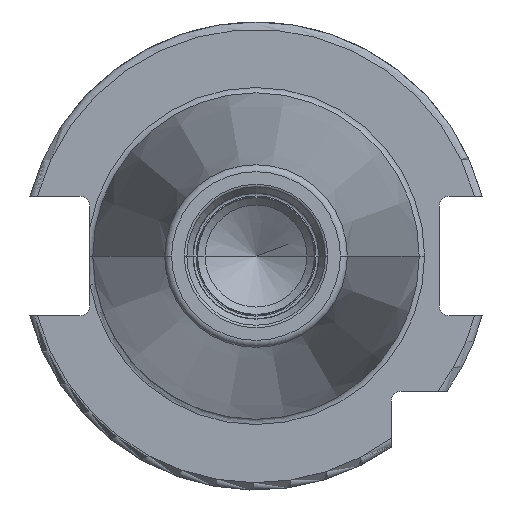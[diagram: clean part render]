
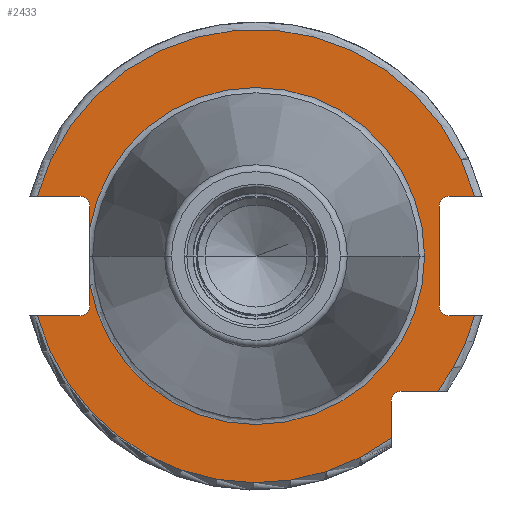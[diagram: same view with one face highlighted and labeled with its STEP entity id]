
A CAD part, left-side view. The second image highlights one B-rep face of the part: STEP entity #2433.
In plain terms, the highlighted planar face has unit normal (-1, 0, 0).
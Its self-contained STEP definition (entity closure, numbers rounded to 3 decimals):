
#105=CARTESIAN_POINT('',(3.2,22.55,-3.842));
#117=CARTESIAN_POINT('',(3.2,0.,0.));
#118=DIRECTION('',(-1.,0.,0.));
#119=DIRECTION('',(0.,0.986,-0.168));
#120=AXIS2_PLACEMENT_3D('',#117,#118,#119);
#456=CARTESIAN_POINT('',(3.2,23.9,-6.75));
#457=DIRECTION('',(1.,0.,0.));
#458=DIRECTION('',(0.,-1.,0.));
#459=AXIS2_PLACEMENT_3D('',#456,#457,#458);
#465=DIRECTION('',(0.,0.,-1.));
#466=VECTOR('',#465,2.908);
#467=CARTESIAN_POINT('',(3.2,22.55,6.75));
#468=LINE('',#467,#466);
#469=DIRECTION('',(0.,-1.,0.));
#470=VECTOR('',#469,5.777);
#471=CARTESIAN_POINT('',(3.2,29.677,8.1));
#472=LINE('',#471,#470);
#473=CARTESIAN_POINT('',(3.2,0.,0.));
#474=DIRECTION('',(1.,0.,0.));
#475=DIRECTION('',(0.,0.965,0.263));
#476=AXIS2_PLACEMENT_3D('',#473,#474,#475);
#478=DIRECTION('',(0.,1.,0.));
#479=VECTOR('',#478,3.477);
#480=CARTESIAN_POINT('',(3.2,-29.677,8.1));
#481=LINE('',#480,#479);
#482=DIRECTION('',(0.,0.,1.));
#483=VECTOR('',#482,13.5);
#484=CARTESIAN_POINT('',(3.2,-24.85,-6.75));
#485=LINE('',#484,#483);
#486=DIRECTION('',(0.,1.,0.));
#487=VECTOR('',#486,3.477);
#488=CARTESIAN_POINT('',(3.2,-29.677,-8.1));
#489=LINE('',#488,#487);
#490=CARTESIAN_POINT('',(3.2,0.,0.));
#491=DIRECTION('',(-1.,0.,0.));
#492=DIRECTION('',(0.,-0.803,-0.597));
#493=AXIS2_PLACEMENT_3D('',#490,#491,#492);
#495=DIRECTION('',(0.,-1.,0.));
#496=VECTOR('',#495,4.99);
#497=CARTESIAN_POINT('',(3.2,-19.7,-18.35));
#498=LINE('',#497,#496);
#499=DIRECTION('',(0.,0.,1.));
#500=VECTOR('',#499,4.99);
#501=CARTESIAN_POINT('',(3.2,-18.35,-24.69));
#502=LINE('',#501,#500);
#503=CARTESIAN_POINT('',(3.2,0.,0.));
#504=DIRECTION('',(-1.,0.,0.));
#505=DIRECTION('',(0.,0.965,-0.263));
#506=AXIS2_PLACEMENT_3D('',#503,#504,#505);
#508=DIRECTION('',(0.,-1.,0.));
#509=VECTOR('',#508,5.777);
#510=CARTESIAN_POINT('',(3.2,29.677,-8.1));
#511=LINE('',#510,#509);
#512=DIRECTION('',(0.,0.,-1.));
#513=VECTOR('',#512,2.908);
#514=CARTESIAN_POINT('',(3.2,22.55,-3.842));
#515=LINE('',#514,#513);
#521=CARTESIAN_POINT('',(3.2,23.9,6.75));
#522=DIRECTION('',(1.,0.,0.));
#523=DIRECTION('',(0.,0.,1.));
#524=AXIS2_PLACEMENT_3D('',#521,#522,#523);
#566=CARTESIAN_POINT('',(3.2,-26.2,6.75));
#567=DIRECTION('',(1.,0.,0.));
#568=DIRECTION('',(0.,1.,0.));
#569=AXIS2_PLACEMENT_3D('',#566,#567,#568);
#584=CARTESIAN_POINT('',(3.2,-26.2,-6.75));
#585=DIRECTION('',(1.,0.,0.));
#586=DIRECTION('',(0.,0.,-1.));
#587=AXIS2_PLACEMENT_3D('',#584,#585,#586);
#709=CARTESIAN_POINT('',(3.2,29.677,-8.1));
#745=CARTESIAN_POINT('',(3.2,-29.677,-8.1));
#1051=CARTESIAN_POINT('',(3.2,-19.7,-19.7));
#1052=DIRECTION('',(1.,0.,0.));
#1053=DIRECTION('',(0.,1.,0.));
#1054=AXIS2_PLACEMENT_3D('',#1051,#1052,#1053);
#1199=CARTESIAN_POINT('',(3.2,29.677,8.1));
#1206=CARTESIAN_POINT('',(3.2,-29.677,8.1));
#1217=CARTESIAN_POINT('',(3.2,22.55,3.842));
#1228=CARTESIAN_POINT('',(3.2,0.,0.));
#1229=DIRECTION('',(1.,0.,0.));
#1230=DIRECTION('',(0.,0.986,0.168));
#1231=AXIS2_PLACEMENT_3D('',#1228,#1229,#1230);
#1451=CARTESIAN_POINT('',(3.2,-22.875,0.));
#1453=VERTEX_POINT('',#1451);
#1593=VERTEX_POINT('',#1217);
#1595=VERTEX_POINT('',#105);
#1598=VERTEX_POINT('',#1199);
#1599=VERTEX_POINT('',#1206);
#1602=VERTEX_POINT('',#709);
#1603=VERTEX_POINT('',#745);
#1618=CARTESIAN_POINT('',(3.2,-18.35,-24.69));
#1619=VERTEX_POINT('',#1618);
#1621=CARTESIAN_POINT('',(3.2,23.9,-8.1));
#1623=VERTEX_POINT('',#1621);
#1625=CARTESIAN_POINT('',(3.2,22.55,-6.75));
#1627=VERTEX_POINT('',#1625);
#1629=CARTESIAN_POINT('',(3.2,22.55,6.75));
#1631=VERTEX_POINT('',#1629);
#1633=CARTESIAN_POINT('',(3.2,23.9,8.1));
#1635=VERTEX_POINT('',#1633);
#1637=CARTESIAN_POINT('',(3.2,-24.85,-6.75));
#1639=VERTEX_POINT('',#1637);
#1641=CARTESIAN_POINT('',(3.2,-26.2,-8.1));
#1643=VERTEX_POINT('',#1641);
#1645=CARTESIAN_POINT('',(3.2,-26.2,8.1));
#1647=VERTEX_POINT('',#1645);
#1649=CARTESIAN_POINT('',(3.2,-24.85,6.75));
#1651=VERTEX_POINT('',#1649);
#1658=CARTESIAN_POINT('',(3.2,-19.7,-18.35));
#1659=CARTESIAN_POINT('',(3.2,-24.69,-18.35));
#1660=VERTEX_POINT('',#1658);
#1661=VERTEX_POINT('',#1659);
#1662=CARTESIAN_POINT('',(3.2,-18.35,-19.7));
#1663=VERTEX_POINT('',#1662);
#2393=CARTESIAN_POINT('',(3.2,0.,0.));
#2394=DIRECTION('',(1.,0.,0.));
#2395=DIRECTION('',(0.,-1.,0.));
#2396=AXIS2_PLACEMENT_3D('',#2393,#2394,#2395);
#2397=PLANE('',#2396);
#2398=ORIENTED_EDGE('',*,*,#1897,.F.);
#2400=ORIENTED_EDGE('',*,*,#2399,.F.);
#2402=ORIENTED_EDGE('',*,*,#2401,.F.);
#2404=ORIENTED_EDGE('',*,*,#2403,.T.);
#2406=ORIENTED_EDGE('',*,*,#2405,.T.);
#2408=ORIENTED_EDGE('',*,*,#2407,.F.);
#2410=ORIENTED_EDGE('',*,*,#2409,.F.);
#2412=ORIENTED_EDGE('',*,*,#2411,.F.);
#2414=ORIENTED_EDGE('',*,*,#2413,.F.);
#2416=ORIENTED_EDGE('',*,*,#2415,.F.);
#2418=ORIENTED_EDGE('',*,*,#2417,.F.);
#2420=ORIENTED_EDGE('',*,*,#2419,.F.);
#2422=ORIENTED_EDGE('',*,*,#2421,.F.);
#2424=ORIENTED_EDGE('',*,*,#2423,.F.);
#2425=ORIENTED_EDGE('',*,*,#2365,.T.);
#2426=ORIENTED_EDGE('',*,*,#2354,.F.);
#2427=ORIENTED_EDGE('',*,*,#1902,.F.);
#2428=ORIENTED_EDGE('',*,*,#1877,.T.);
#2430=ORIENTED_EDGE('',*,*,#2429,.F.);
#2431=EDGE_LOOP('',(#2398,#2400,#2402,#2404,#2406,#2408,#2410,#2412,#2414,#2416,
#2418,#2420,#2422,#2424,#2425,#2426,#2427,#2428,#2430));
#2432=FACE_OUTER_BOUND('',#2431,.F.);
#2433=ADVANCED_FACE('',(#2432),#2397,.F.);
#121=CIRCLE('',#120,22.875);
#460=CIRCLE('',#459,1.35);
#477=CIRCLE('',#476,30.763);
#494=CIRCLE('',#493,30.763);
#507=CIRCLE('',#506,30.763);
#525=CIRCLE('',#524,1.35);
#570=CIRCLE('',#569,1.35);
#588=CIRCLE('',#587,1.35);
#1055=CIRCLE('',#1054,1.35);
#1232=CIRCLE('',#1231,22.875);
#1877=EDGE_CURVE('',#1595,#1453,#121,.T.);
#1897=EDGE_CURVE('',#1631,#1593,#468,.T.);
#1902=EDGE_CURVE('',#1595,#1627,#515,.T.);
#2354=EDGE_CURVE('',#1627,#1623,#460,.T.);
#2365=EDGE_CURVE('',#1602,#1623,#511,.T.);
#2399=EDGE_CURVE('',#1635,#1631,#525,.T.);
#2401=EDGE_CURVE('',#1598,#1635,#472,.T.);
#2403=EDGE_CURVE('',#1598,#1599,#477,.T.);
#2405=EDGE_CURVE('',#1599,#1647,#481,.T.);
#2407=EDGE_CURVE('',#1651,#1647,#570,.T.);
#2409=EDGE_CURVE('',#1639,#1651,#485,.T.);
#2411=EDGE_CURVE('',#1643,#1639,#588,.T.);
#2413=EDGE_CURVE('',#1603,#1643,#489,.T.);
#2415=EDGE_CURVE('',#1661,#1603,#494,.T.);
#2417=EDGE_CURVE('',#1660,#1661,#498,.T.);
#2419=EDGE_CURVE('',#1663,#1660,#1055,.T.);
#2421=EDGE_CURVE('',#1619,#1663,#502,.T.);
#2423=EDGE_CURVE('',#1602,#1619,#507,.T.);
#2429=EDGE_CURVE('',#1593,#1453,#1232,.T.);
